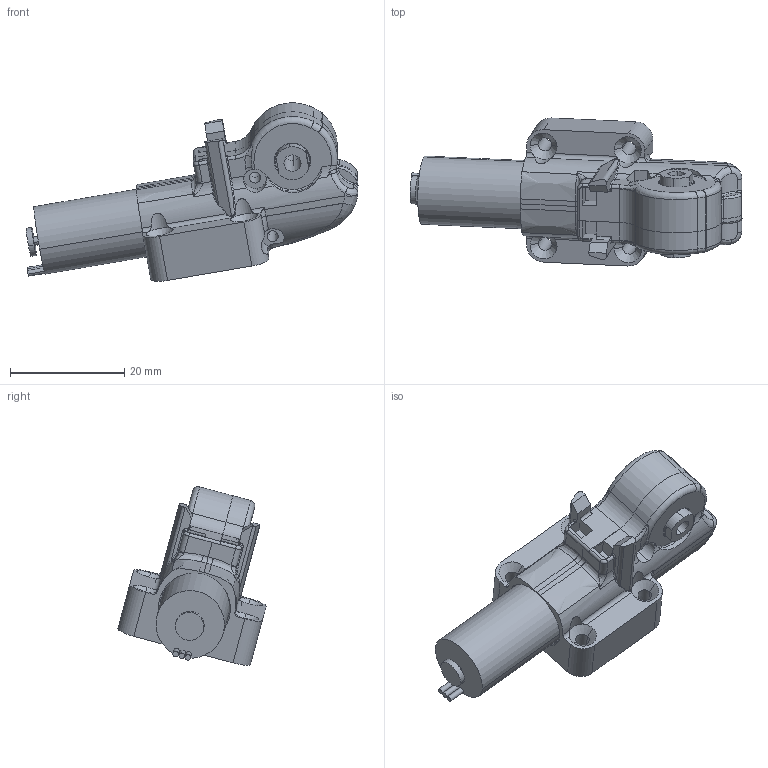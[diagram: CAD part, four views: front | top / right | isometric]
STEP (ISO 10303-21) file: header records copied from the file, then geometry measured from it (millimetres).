
FILE_DESCRIPTION (( 'STEP AP214' ), '1' );
FILE_NAME ('thumb-F0.STEP', '2021-05-27T18:33:26', ( '' ), ( '' ), 'SwSTEP 2.0', 'SolidWorks 2020', '' );
FILE_SCHEMA (( 'AUTOMOTIVE_DESIGN' ));
Length unit declared in the file: millimetre
Products named in the file (7): thumb-F0; 401-004_edu Thumb Rotator Drivetrain Case_mir; 702_edu Thumb Assembly; 401-003_edu Thumb Rotator Drivetrain Case; 400-003_edu Thumb Rotator Drivetrain; 501-001_edu Vishan Motor; 107-002 Half DShaft
Assembly tree (7 placements, depth 4):
  thumb-F0
    702_edu Thumb Assembly
      400-003_edu Thumb Rotator Drivetrain
        501-001_edu Vishan Motor
        401-003_edu Thumb Rotator Drivetrain Case
        401-004_edu Thumb Rotator Drivetrain Case_mir
        107-002 Half DShaft  x2
Bounding box: 58.14 x 25.93 x 31.27 mm (x, y, z)
Volume: 10431 mm3; surface area: 8336.5 mm2
Topology: 5 solids, 5 shells, 457 faces, 1198 edges, 748 vertices
Faces by surface type: cylinder 192, plane 123, torus 60, bspline 54, cone 26, sphere 2
Entity records: 16142 total; most frequent: CARTESIAN_POINT 5229, ORIENTED_EDGE 2320, DIRECTION 2228, EDGE_CURVE 1160, AXIS2_PLACEMENT_3D 894, VERTEX_POINT 728, CIRCLE 491, EDGE_LOOP 472
